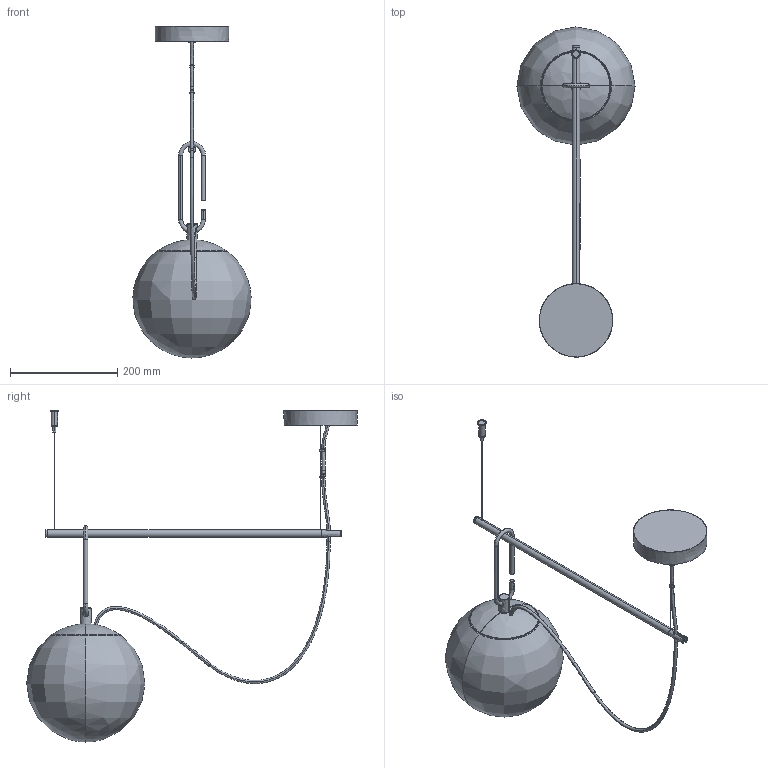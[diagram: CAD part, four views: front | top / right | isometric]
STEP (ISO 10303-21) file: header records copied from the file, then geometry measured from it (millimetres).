
FILE_DESCRIPTION(/* description */ (''),/* implementation_level */ '2;1');
FILE_NAME(/* name */ '3D 127300_nh1217 S1 22 Suspension',/* time_stamp */ '2018-05-22T14:06:01+02:00',/* author */ (''),/* organization */ (''),/* preprocessor_version */ 'ST-DEVELOPER v10',/* originating_system */ '',/* authorisation */ '');
FILE_SCHEMA (('AUTOMOTIVE_DESIGN'));
Length unit declared in the file: millimetre
Products named in the file (1): 1
Bounding box: 219.81 x 615.26 x 617.8 mm (x, y, z)
Volume: 646411.3 mm3; surface area: 405258.4 mm2
Topology: 6 solids, 13 shells, 200 faces, 493 edges, 315 vertices
Faces by surface type: bspline 159, plane 41
Entity records: 9736 total; most frequent: CARTESIAN_POINT 6858, ORIENTED_EDGE 958, EDGE_CURVE 489, VERTEX_POINT 315, EDGE_LOOP 216, ADVANCED_FACE 200, FACE_OUTER_BOUND 200, B_SPLINE_CURVE_WITH_KNOTS 190
